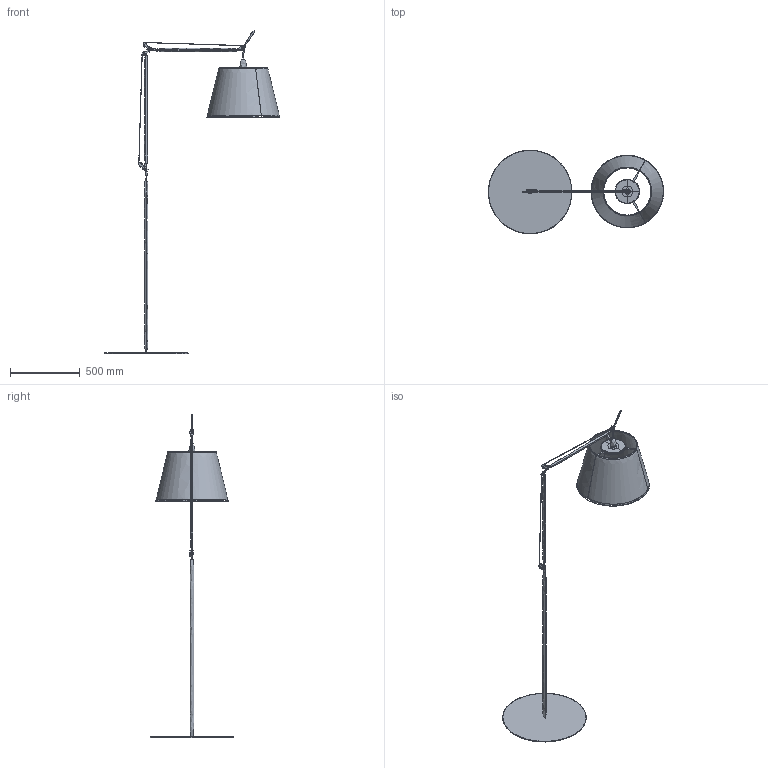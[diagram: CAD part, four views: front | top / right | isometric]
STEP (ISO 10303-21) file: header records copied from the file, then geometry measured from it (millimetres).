
FILE_DESCRIPTION(/* description */ (''),/* implementation_level */ '2;1');
FILE_NAME(/* name */ 'paralume',/* time_stamp */ '2016-05-27T16:40:59+02:00',/* author */ (''),/* organization */ (''),/* preprocessor_version */ 'ST-DEVELOPER v15',/* originating_system */ '',/* authorisation */ '');
FILE_SCHEMA (('AUTOMOTIVE_DESIGN'));
Products named in the file (1): Document
Bounding box: 1257.28 x 599.11 x 2317.85 mm (x, y, z)
Volume: 406356.9 mm3; surface area: 1208502.1 mm2
Topology: 13 solids, 198 shells, 1613 faces, 4448 edges, 2948 vertices
Faces by surface type: bspline 1280, plane 333
Entity records: 113715 total; most frequent: CARTESIAN_POINT 89848, ORIENTED_EDGE 7801, EDGE_CURVE 4431, VERTEX_POINT 2938, B_SPLINE_CURVE_WITH_KNOTS 1908, EDGE_LOOP 1684, ADVANCED_FACE 1603, FACE_OUTER_BOUND 1603
